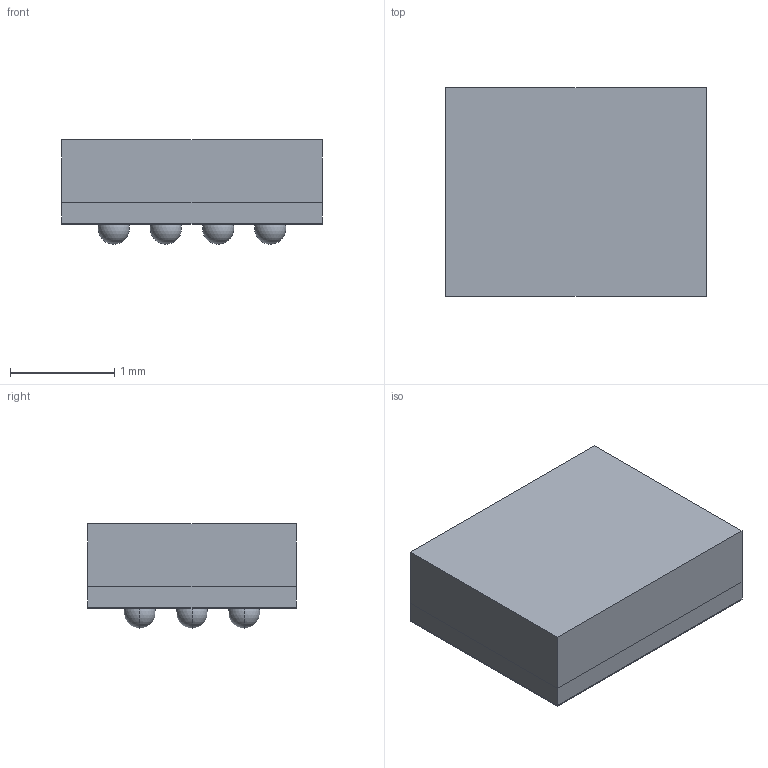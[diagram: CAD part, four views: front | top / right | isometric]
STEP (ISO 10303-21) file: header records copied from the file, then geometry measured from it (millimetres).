
FILE_DESCRIPTION((''),'2;1');
FILE_NAME('NMN0012A_ASM','2020-03-24T13:19:34',('a0412086'),(''),'CREO PARAMETRIC BY PTC INC, 2019292','CREO PARAMETRIC BY PTC INC, 2019292','');
FILE_SCHEMA(('AUTOMOTIVE_DESIGN { 1 0 10303 214 1 1 1 1 }'));
Length unit declared in the file: millimetre
Products named in the file (5): CORE; SOLDER_BALL; MOLD; SOLDER_MASK; NMN0012A_ASM
Assembly tree (15 placements, depth 2):
  NMN0012A_ASM
    CORE
    SOLDER_BALL  x12
    MOLD
    SOLDER_MASK
Bounding box: 2.5 x 2 x 1 mm (x, y, z)
Volume: 4.2 mm3; surface area: 40.3 mm2
Topology: 15 solids, 15 shells, 54 faces, 108 edges, 60 vertices
Faces by surface type: plane 30, sphere 24
Entity records: 1102 total; most frequent: CARTESIAN_POINT 132, DIRECTION 126, ORIENTED_EDGE 80, PROPERTY_DEFINITION 46, AXIS2_PLACEMENT_3D 45, PRESENTATION_STYLE_ASSIGNMENT 44, STYLED_ITEM 44, REPRESENTATION 42
